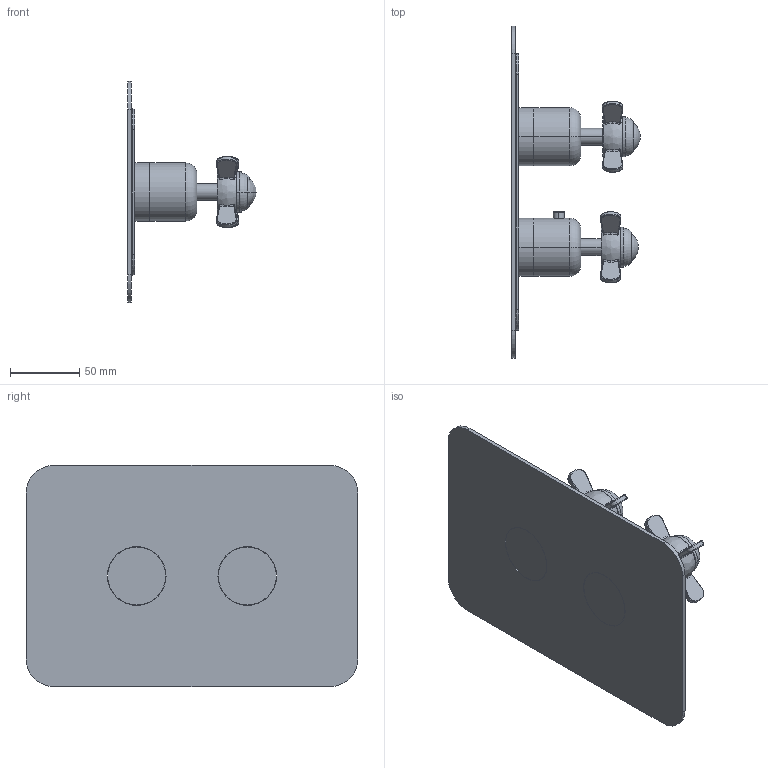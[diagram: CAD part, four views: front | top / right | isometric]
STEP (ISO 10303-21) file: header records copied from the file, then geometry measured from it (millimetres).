
FILE_DESCRIPTION((''),'2;1');
FILE_NAME('98651-98671_ASM','2018-08-09T',('MQ'),(''),'PRO/ENGINEER BY PARAMETRIC TECHNOLOGY CORPORATION, 2012130','PRO/ENGINEER BY PARAMETRIC TECHNOLOGY CORPORATION, 2012130','');
FILE_SCHEMA(('CONFIG_CONTROL_DESIGN'));
Products named in the file (6): 4100-0111; 98; 96; ACCROSSHANDLE-04; ACCROSSHANDLE-03; 98651-98671_ASM
Assembly tree (7 placements, depth 2):
  98651-98671_ASM
    4100-0111
    98
    96
    ACCROSSHANDLE-04  x2
    ACCROSSHANDLE-03  x2
Bounding box: 93 x 240 x 160 mm (x, y, z)
Volume: 318654.1 mm3; surface area: 108185.7 mm2
Topology: 7 solids, 7 shells, 298 faces, 694 edges, 420 vertices
Faces by surface type: cylinder 90, torus 74, bspline 68, plane 62, sphere 4
Entity records: 6705 total; most frequent: CARTESIAN_POINT 2603, DIRECTION 856, ORIENTED_EDGE 828, EDGE_CURVE 414, AXIS2_PLACEMENT_3D 376, VERTEX_POINT 253, CIRCLE 216, EDGE_LOOP 195
